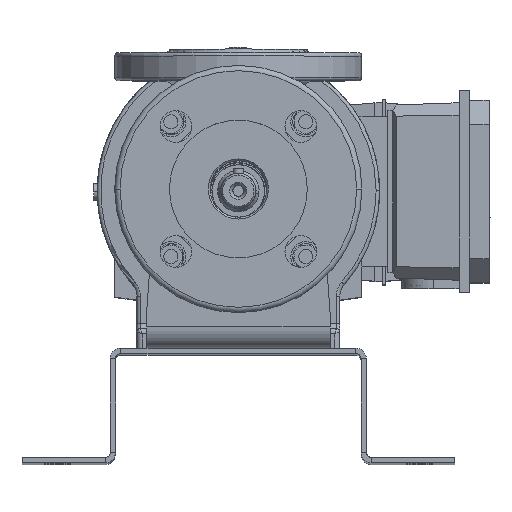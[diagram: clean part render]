
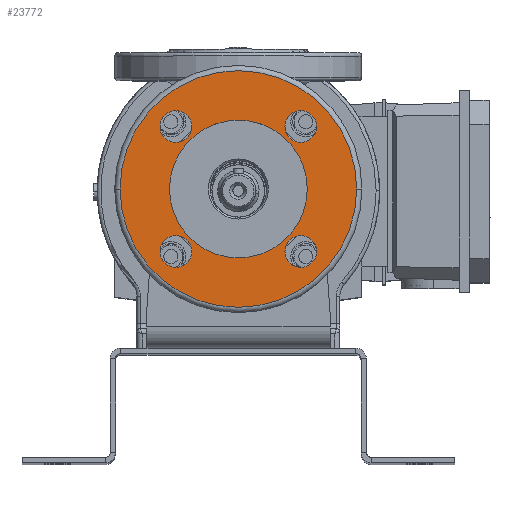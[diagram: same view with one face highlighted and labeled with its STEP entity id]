
A CAD part, top view. The second image highlights one B-rep face of the part: STEP entity #23772.
In plain terms, the highlighted face is planar.
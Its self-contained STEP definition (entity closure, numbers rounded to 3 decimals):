
#316 = ORIENTED_EDGE ( 'NONE', *, *, #33126, .F. ) ;
#707 = DIRECTION ( 'NONE',  ( 0., 0., 1. ) ) ;
#868 = CARTESIAN_POINT ( 'NONE',  ( 842.981, 74.146, 57.93 ) ) ;
#1672 = DIRECTION ( 'NONE',  ( 0., 0., -1. ) ) ;
#2254 = AXIS2_PLACEMENT_3D ( 'NONE', #9069, #42358, #37481 ) ;
#3688 = EDGE_LOOP ( 'NONE', ( #21678, #31806 ) ) ;
#3796 = VERTEX_POINT ( 'NONE', #53916 ) ;
#4141 = CIRCLE ( 'NONE', #47430, 9. ) ;
#4896 = DIRECTION ( 'NONE',  ( 0., 0., -1. ) ) ;
#4983 = DIRECTION ( 'NONE',  ( 1., 0., 0. ) ) ;
#4996 = FACE_BOUND ( 'NONE', #32052, .T. ) ;
#5129 = EDGE_LOOP ( 'NONE', ( #13688, #41095 ) ) ;
#5846 = AXIS2_PLACEMENT_3D ( 'NONE', #29611, #43677, #38809 ) ;
#6665 = DIRECTION ( 'NONE',  ( 1., 0., 0. ) ) ;
#6770 = CARTESIAN_POINT ( 'NONE',  ( 842.981, 144.856, 57.93 ) ) ;
#6903 = VERTEX_POINT ( 'NONE', #25484 ) ;
#7188 = DIRECTION ( 'NONE',  ( 0., 0., 1. ) ) ;
#7228 = DIRECTION ( 'NONE',  ( 0., 0., -1. ) ) ;
#9069 = CARTESIAN_POINT ( 'NONE',  ( 842.981, 148.501, 22.575 ) ) ;
#10109 = FACE_BOUND ( 'NONE', #5129, .T. ) ;
#10329 = AXIS2_PLACEMENT_3D ( 'NONE', #58545, #6665, #11983 ) ;
#11039 = CARTESIAN_POINT ( 'NONE',  ( 842.981, 74.146, -12.781 ) ) ;
#11960 = CARTESIAN_POINT ( 'NONE',  ( 842.981, 144.856, -12.781 ) ) ;
#11983 = DIRECTION ( 'NONE',  ( 0., 0., -1. ) ) ;
#13277 = DIRECTION ( 'NONE',  ( 0., 0., -1. ) ) ;
#13688 = ORIENTED_EDGE ( 'NONE', *, *, #37469, .F. ) ;
#16565 = CIRCLE ( 'NONE', #47669, 9. ) ;
#16778 = AXIS2_PLACEMENT_3D ( 'NONE', #868, #4983, #33607 ) ;
#17278 = CIRCLE ( 'NONE', #39688, 9. ) ;
#17383 = DIRECTION ( 'NONE',  ( 1., 0., 0. ) ) ;
#17412 = FACE_OUTER_BOUND ( 'NONE', #24138, .T. ) ;
#17757 = DIRECTION ( 'NONE',  ( 0., 0., -1. ) ) ;
#18166 = CIRCLE ( 'NONE', #58275, 67. ) ;
#18322 = ORIENTED_EDGE ( 'NONE', *, *, #45835, .F. ) ;
#18934 = EDGE_CURVE ( 'NONE', #6903, #35256, #44166, .T. ) ;
#19634 = EDGE_CURVE ( 'NONE', #59997, #56414, #24332, .T. ) ;
#19973 = AXIS2_PLACEMENT_3D ( 'NONE', #56755, #42071, #4896 ) ;
#21649 = CIRCLE ( 'NONE', #10329, 9. ) ;
#21678 = ORIENTED_EDGE ( 'NONE', *, *, #59251, .F. ) ;
#21916 = CARTESIAN_POINT ( 'NONE',  ( 842.981, 109.501, -16.425 ) ) ;
#23772 = ADVANCED_FACE ( 'NONE', ( #4996, #38618, #37135, #44451, #17412, #10109 ), #37075, .T. ) ;
#24138 = EDGE_LOOP ( 'NONE', ( #56321, #43496 ) ) ;
#24332 = CIRCLE ( 'NONE', #39989, 9. ) ;
#25484 = CARTESIAN_POINT ( 'NONE',  ( 842.981, 144.856, -3.781 ) ) ;
#25931 = CARTESIAN_POINT ( 'NONE',  ( 842.981, 74.146, -21.781 ) ) ;
#25962 = CARTESIAN_POINT ( 'NONE',  ( 842.981, 144.856, -12.781 ) ) ;
#26013 = CARTESIAN_POINT ( 'NONE',  ( 842.981, 109.501, 22.575 ) ) ;
#28528 = CARTESIAN_POINT ( 'NONE',  ( 842.981, 144.856, 48.93 ) ) ;
#29252 = DIRECTION ( 'NONE',  ( 1., 0., 0. ) ) ;
#29492 = VERTEX_POINT ( 'NONE', #21916 ) ;
#29611 = CARTESIAN_POINT ( 'NONE',  ( 842.981, 109.501, 22.575 ) ) ;
#30778 = DIRECTION ( 'NONE',  ( 0., 0., 1. ) ) ;
#31348 = ORIENTED_EDGE ( 'NONE', *, *, #19634, .F. ) ;
#31806 = ORIENTED_EDGE ( 'NONE', *, *, #40974, .F. ) ;
#32052 = EDGE_LOOP ( 'NONE', ( #56780, #316 ) ) ;
#32258 = CIRCLE ( 'NONE', #44602, 9. ) ;
#32718 = CIRCLE ( 'NONE', #16778, 9. ) ;
#33126 = EDGE_CURVE ( 'NONE', #50738, #55885, #16565, .T. ) ;
#33453 = CARTESIAN_POINT ( 'NONE',  ( 842.981, 74.146, -3.781 ) ) ;
#33607 = DIRECTION ( 'NONE',  ( 0., 0., 1. ) ) ;
#34246 = ORIENTED_EDGE ( 'NONE', *, *, #53541, .F. ) ;
#34365 = DIRECTION ( 'NONE',  ( 0., 0., -1. ) ) ;
#34608 = DIRECTION ( 'NONE',  ( 1., 0., 0. ) ) ;
#34709 = EDGE_CURVE ( 'NONE', #3796, #29492, #58046, .T. ) ;
#35107 = CARTESIAN_POINT ( 'NONE',  ( 842.981, 144.856, 66.93 ) ) ;
#35256 = VERTEX_POINT ( 'NONE', #53809 ) ;
#37075 = PLANE ( 'NONE',  #2254 ) ;
#37135 = FACE_BOUND ( 'NONE', #3688, .T. ) ;
#37469 = EDGE_CURVE ( 'NONE', #29492, #3796, #40996, .T. ) ;
#37481 = DIRECTION ( 'NONE',  ( 0., 0., -1. ) ) ;
#38618 = FACE_BOUND ( 'NONE', #42910, .T. ) ;
#38809 = DIRECTION ( 'NONE',  ( 0., 0., -1. ) ) ;
#39688 = AXIS2_PLACEMENT_3D ( 'NONE', #6770, #34608, #1672 ) ;
#39730 = VERTEX_POINT ( 'NONE', #58106 ) ;
#39989 = AXIS2_PLACEMENT_3D ( 'NONE', #51023, #60213, #17757 ) ;
#40532 = DIRECTION ( 'NONE',  ( 1., 0., 0. ) ) ;
#40589 = VERTEX_POINT ( 'NONE', #43227 ) ;
#40734 = CARTESIAN_POINT ( 'NONE',  ( 842.981, 74.146, 48.93 ) ) ;
#40974 = EDGE_CURVE ( 'NONE', #46906, #60380, #32718, .T. ) ;
#40996 = CIRCLE ( 'NONE', #47841, 39. ) ;
#41095 = ORIENTED_EDGE ( 'NONE', *, *, #34709, .F. ) ;
#41257 = DIRECTION ( 'NONE',  ( 1., 0., 0. ) ) ;
#42071 = DIRECTION ( 'NONE',  ( 1., 0., 0. ) ) ;
#42358 = DIRECTION ( 'NONE',  ( 1., 0., 0. ) ) ;
#42637 = EDGE_CURVE ( 'NONE', #40589, #39730, #60620, .T. ) ;
#42761 = EDGE_LOOP ( 'NONE', ( #31348, #18322 ) ) ;
#42910 = EDGE_LOOP ( 'NONE', ( #34246, #52418 ) ) ;
#43227 = CARTESIAN_POINT ( 'NONE',  ( 842.981, 109.501, 89.575 ) ) ;
#43496 = ORIENTED_EDGE ( 'NONE', *, *, #42637, .T. ) ;
#43677 = DIRECTION ( 'NONE',  ( 1., 0., 0. ) ) ;
#44166 = CIRCLE ( 'NONE', #56399, 9. ) ;
#44451 = FACE_BOUND ( 'NONE', #42761, .T. ) ;
#44602 = AXIS2_PLACEMENT_3D ( 'NONE', #45359, #17383, #7188 ) ;
#45359 = CARTESIAN_POINT ( 'NONE',  ( 842.981, 74.146, 57.93 ) ) ;
#45835 = EDGE_CURVE ( 'NONE', #56414, #59997, #17278, .T. ) ;
#46906 = VERTEX_POINT ( 'NONE', #49104 ) ;
#47430 = AXIS2_PLACEMENT_3D ( 'NONE', #25962, #58650, #707 ) ;
#47669 = AXIS2_PLACEMENT_3D ( 'NONE', #11039, #29252, #34365 ) ;
#47841 = AXIS2_PLACEMENT_3D ( 'NONE', #26013, #40532, #7228 ) ;
#49104 = CARTESIAN_POINT ( 'NONE',  ( 842.981, 74.146, 66.93 ) ) ;
#49901 = DIRECTION ( 'NONE',  ( 1., 0., 0. ) ) ;
#50738 = VERTEX_POINT ( 'NONE', #33453 ) ;
#51023 = CARTESIAN_POINT ( 'NONE',  ( 842.981, 144.856, 57.93 ) ) ;
#52418 = ORIENTED_EDGE ( 'NONE', *, *, #18934, .F. ) ;
#53541 = EDGE_CURVE ( 'NONE', #35256, #6903, #4141, .T. ) ;
#53809 = CARTESIAN_POINT ( 'NONE',  ( 842.981, 144.856, -21.781 ) ) ;
#53916 = CARTESIAN_POINT ( 'NONE',  ( 842.981, 109.501, 61.575 ) ) ;
#54420 = EDGE_CURVE ( 'NONE', #55885, #50738, #21649, .T. ) ;
#55553 = CARTESIAN_POINT ( 'NONE',  ( 842.981, 109.501, 22.575 ) ) ;
#55885 = VERTEX_POINT ( 'NONE', #25931 ) ;
#56321 = ORIENTED_EDGE ( 'NONE', *, *, #59388, .T. ) ;
#56399 = AXIS2_PLACEMENT_3D ( 'NONE', #11960, #49901, #30778 ) ;
#56414 = VERTEX_POINT ( 'NONE', #35107 ) ;
#56755 = CARTESIAN_POINT ( 'NONE',  ( 842.981, 109.501, 22.575 ) ) ;
#56780 = ORIENTED_EDGE ( 'NONE', *, *, #54420, .F. ) ;
#58046 = CIRCLE ( 'NONE', #19973, 39. ) ;
#58106 = CARTESIAN_POINT ( 'NONE',  ( 842.981, 109.501, -44.425 ) ) ;
#58275 = AXIS2_PLACEMENT_3D ( 'NONE', #55553, #41257, #13277 ) ;
#58545 = CARTESIAN_POINT ( 'NONE',  ( 842.981, 74.146, -12.781 ) ) ;
#58650 = DIRECTION ( 'NONE',  ( 1., 0., 0. ) ) ;
#59251 = EDGE_CURVE ( 'NONE', #60380, #46906, #32258, .T. ) ;
#59388 = EDGE_CURVE ( 'NONE', #39730, #40589, #18166, .T. ) ;
#59997 = VERTEX_POINT ( 'NONE', #28528 ) ;
#60213 = DIRECTION ( 'NONE',  ( 1., 0., 0. ) ) ;
#60380 = VERTEX_POINT ( 'NONE', #40734 ) ;
#60620 = CIRCLE ( 'NONE', #5846, 67. ) ;
